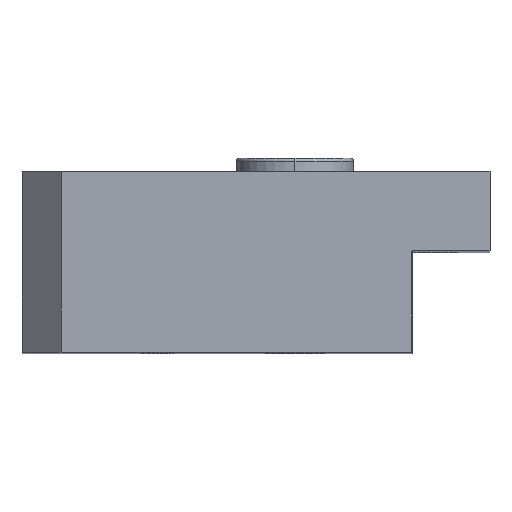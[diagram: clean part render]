
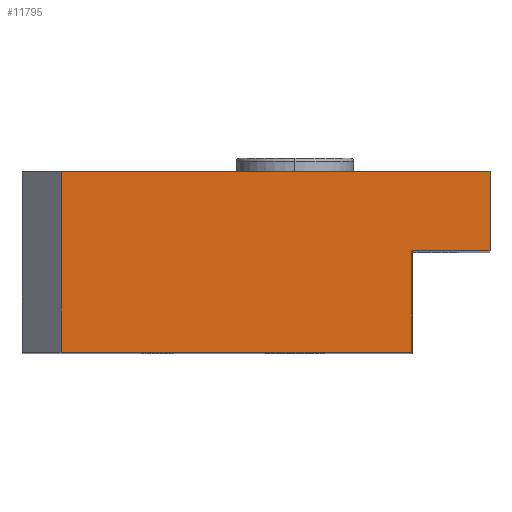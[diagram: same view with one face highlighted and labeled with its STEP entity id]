
A CAD part, top view. The second image highlights one B-rep face of the part: STEP entity #11795.
In plain terms, the highlighted planar face has unit normal (0, 0, 1).
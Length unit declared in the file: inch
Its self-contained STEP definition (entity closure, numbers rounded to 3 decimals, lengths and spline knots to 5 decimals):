
#1 = CARTESIAN_POINT ( 'NONE',  ( -3., 0., 0.47 ) ) ;
#317 = VECTOR ( 'NONE', #12961, 39.37008 ) ;
#358 = VERTEX_POINT ( 'NONE', #379 ) ;
#379 = CARTESIAN_POINT ( 'NONE',  ( -0.5, 0.645, 0.47 ) ) ;
#416 = ORIENTED_EDGE ( 'NONE', *, *, #3193, .T. ) ;
#473 = LINE ( 'NONE', #5022, #317 ) ;
#544 = DIRECTION ( 'NONE',  ( 1., 0., 0. ) ) ;
#756 = DIRECTION ( 'NONE',  ( -1., 0., 0. ) ) ;
#1934 = ORIENTED_EDGE ( 'NONE', *, *, #9844, .F. ) ;
#2027 = DIRECTION ( 'NONE',  ( 0., -1., 0. ) ) ;
#2407 = EDGE_CURVE ( 'NONE', #4526, #7788, #7309, .T. ) ;
#3031 = CARTESIAN_POINT ( 'NONE',  ( -3., 1.16, 0.47 ) ) ;
#3193 = EDGE_CURVE ( 'NONE', #8529, #4786, #10864, .T. ) ;
#3235 = VECTOR ( 'NONE', #4053, 39.37008 ) ;
#3565 = ORIENTED_EDGE ( 'NONE', *, *, #5406, .T. ) ;
#3670 = ORIENTED_EDGE ( 'NONE', *, *, #6519, .F. ) ;
#4020 = VECTOR ( 'NONE', #7274, 39.37008 ) ;
#4053 = DIRECTION ( 'NONE',  ( -1., 0., 0. ) ) ;
#4095 = DIRECTION ( 'NONE',  ( 1., 0., 0. ) ) ;
#4219 = AXIS2_PLACEMENT_3D ( 'NONE', #11539, #5494, #10557 ) ;
#4512 = ORIENTED_EDGE ( 'NONE', *, *, #9915, .T. ) ;
#4526 = VERTEX_POINT ( 'NONE', #7804 ) ;
#4786 = VERTEX_POINT ( 'NONE', #10238 ) ;
#5022 = CARTESIAN_POINT ( 'NONE',  ( 0., 1.16, 0.47 ) ) ;
#5406 = EDGE_CURVE ( 'NONE', #358, #7788, #9242, .T. ) ;
#5494 = DIRECTION ( 'NONE',  ( 0., 0., -1. ) ) ;
#5532 = PLANE ( 'NONE',  #4219 ) ;
#5678 = VERTEX_POINT ( 'NONE', #11527 ) ;
#5787 = VECTOR ( 'NONE', #2027, 39.37008 ) ;
#6215 = ORIENTED_EDGE ( 'NONE', *, *, #9764, .F. ) ;
#6268 = EDGE_LOOP ( 'NONE', ( #3670, #4512, #416, #1934, #3565, #8460, #6215 ) ) ;
#6349 = CARTESIAN_POINT ( 'NONE',  ( -2.75, 1.16, 0.47 ) ) ;
#6519 = EDGE_CURVE ( 'NONE', #13198, #5678, #6737, .T. ) ;
#6737 = LINE ( 'NONE', #3031, #12577 ) ;
#7086 = DIRECTION ( 'NONE',  ( 0., 0., -1. ) ) ;
#7274 = DIRECTION ( 'NONE',  ( 0., -1., 0. ) ) ;
#7309 = LINE ( 'NONE', #13067, #3235 ) ;
#7421 = AXIS2_PLACEMENT_3D ( 'NONE', #12986, #7086, #756 ) ;
#7788 = VERTEX_POINT ( 'NONE', #12371 ) ;
#7804 = CARTESIAN_POINT ( 'NONE',  ( 0., 0.65, 0.47 ) ) ;
#8270 = VECTOR ( 'NONE', #544, 39.37008 ) ;
#8460 = ORIENTED_EDGE ( 'NONE', *, *, #2407, .F. ) ;
#8529 = VERTEX_POINT ( 'NONE', #9565 ) ;
#9242 = CIRCLE ( 'NONE', #7421, 0.005 ) ;
#9565 = CARTESIAN_POINT ( 'NONE',  ( -2.75, 0., 0.47 ) ) ;
#9764 = EDGE_CURVE ( 'NONE', #5678, #4526, #473, .T. ) ;
#9844 = EDGE_CURVE ( 'NONE', #358, #4786, #11160, .T. ) ;
#9915 = EDGE_CURVE ( 'NONE', #13198, #8529, #11769, .T. ) ;
#10238 = CARTESIAN_POINT ( 'NONE',  ( -0.5, 0., 0.47 ) ) ;
#10557 = DIRECTION ( 'NONE',  ( -1., 0., 0. ) ) ;
#10719 = CARTESIAN_POINT ( 'NONE',  ( -2.75, 1.16, 0.47 ) ) ;
#10864 = LINE ( 'NONE', #1, #8270 ) ;
#10874 = FACE_OUTER_BOUND ( 'NONE', #6268, .T. ) ;
#11160 = LINE ( 'NONE', #13103, #5787 ) ;
#11527 = CARTESIAN_POINT ( 'NONE',  ( 0., 1.16, 0.47 ) ) ;
#11539 = CARTESIAN_POINT ( 'NONE',  ( -3., 1.16, 0.47 ) ) ;
#11769 = LINE ( 'NONE', #6349, #4020 ) ;
#11795 = ADVANCED_FACE ( 'NONE', ( #10874 ), #5532, .F. ) ;
#12371 = CARTESIAN_POINT ( 'NONE',  ( -0.495, 0.65, 0.47 ) ) ;
#12577 = VECTOR ( 'NONE', #4095, 39.37008 ) ;
#12961 = DIRECTION ( 'NONE',  ( 0., -1., 0. ) ) ;
#12986 = CARTESIAN_POINT ( 'NONE',  ( -0.495, 0.645, 0.47 ) ) ;
#13067 = CARTESIAN_POINT ( 'NONE',  ( 0., 0.65, 0.47 ) ) ;
#13103 = CARTESIAN_POINT ( 'NONE',  ( -0.5, 0.65, 0.47 ) ) ;
#13198 = VERTEX_POINT ( 'NONE', #10719 ) ;
